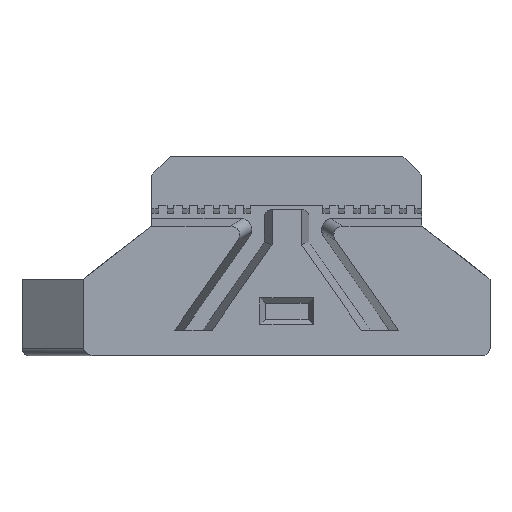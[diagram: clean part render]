
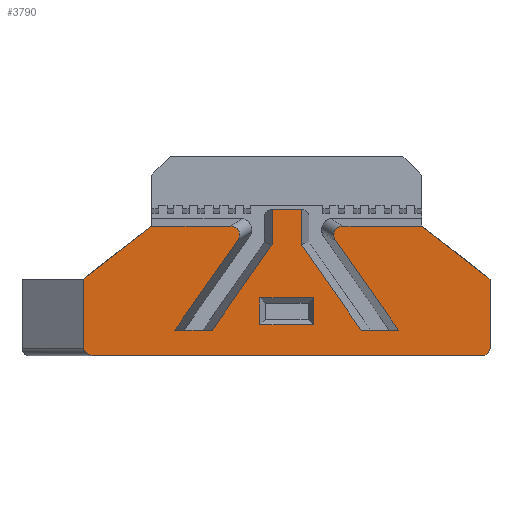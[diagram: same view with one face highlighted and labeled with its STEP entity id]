
A CAD part, front view. The second image highlights one B-rep face of the part: STEP entity #3790.
In plain terms, the highlighted planar face has unit normal (0, -1, 0).
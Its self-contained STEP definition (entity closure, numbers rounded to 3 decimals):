
#22=FACE_BOUND('',#387,.T.);
#36=CIRCLE('',#4032,1.);
#59=ELLIPSE('',#4030,1.335,1.2);
#60=ELLIPSE('',#4031,1.544,1.);
#61=ELLIPSE('',#4033,1.335,1.2);
#173=FACE_OUTER_BOUND('',#386,.T.);
#386=EDGE_LOOP('',(#2707,#2708,#2709,#2710,#2711,#2712,#2713,#2714,#2715,
#2716,#2717,#2718,#2719,#2720,#2721,#2722,#2723,#2724,#2725,#2726));
#387=EDGE_LOOP('',(#2727,#2728,#2729,#2730));
#664=LINE('',#5511,#1162);
#668=LINE('',#5519,#1166);
#673=LINE('',#5528,#1171);
#674=LINE('',#5530,#1172);
#684=LINE('',#5555,#1182);
#685=LINE('',#5557,#1183);
#686=LINE('',#5559,#1184);
#687=LINE('',#5563,#1185);
#688=LINE('',#5567,#1186);
#689=LINE('',#5569,#1187);
#690=LINE('',#5571,#1188);
#691=LINE('',#5575,#1189);
#692=LINE('',#5577,#1190);
#693=LINE('',#5579,#1191);
#694=LINE('',#5581,#1192);
#695=LINE('',#5583,#1193);
#696=LINE('',#5585,#1194);
#697=LINE('',#5587,#1195);
#698=LINE('',#5589,#1196);
#699=LINE('',#5590,#1197);
#1162=VECTOR('',#4463,10.);
#1166=VECTOR('',#4469,10.);
#1171=VECTOR('',#4476,10.);
#1172=VECTOR('',#4479,10.);
#1182=VECTOR('',#4499,10.);
#1183=VECTOR('',#4500,10.);
#1184=VECTOR('',#4501,10.);
#1185=VECTOR('',#4504,10.);
#1186=VECTOR('',#4507,10.);
#1187=VECTOR('',#4508,10.);
#1188=VECTOR('',#4509,10.);
#1189=VECTOR('',#4512,10.);
#1190=VECTOR('',#4513,10.);
#1191=VECTOR('',#4514,10.);
#1192=VECTOR('',#4515,10.);
#1193=VECTOR('',#4516,10.);
#1194=VECTOR('',#4517,10.);
#1195=VECTOR('',#4518,10.);
#1196=VECTOR('',#4519,10.);
#1197=VECTOR('',#4520,10.);
#1629=VERTEX_POINT('',#5509);
#1630=VERTEX_POINT('',#5510);
#1633=VERTEX_POINT('',#5518);
#1636=VERTEX_POINT('',#5526);
#1644=VERTEX_POINT('',#5551);
#1645=VERTEX_POINT('',#5552);
#1646=VERTEX_POINT('',#5554);
#1647=VERTEX_POINT('',#5556);
#1648=VERTEX_POINT('',#5558);
#1649=VERTEX_POINT('',#5560);
#1650=VERTEX_POINT('',#5562);
#1651=VERTEX_POINT('',#5564);
#1652=VERTEX_POINT('',#5566);
#1653=VERTEX_POINT('',#5568);
#1654=VERTEX_POINT('',#5570);
#1655=VERTEX_POINT('',#5572);
#1656=VERTEX_POINT('',#5574);
#1657=VERTEX_POINT('',#5576);
#1658=VERTEX_POINT('',#5578);
#1659=VERTEX_POINT('',#5580);
#1660=VERTEX_POINT('',#5582);
#1661=VERTEX_POINT('',#5584);
#1662=VERTEX_POINT('',#5586);
#1663=VERTEX_POINT('',#5588);
#2024=EDGE_CURVE('',#1629,#1630,#664,.T.);
#2028=EDGE_CURVE('',#1630,#1633,#668,.T.);
#2033=EDGE_CURVE('',#1636,#1629,#673,.T.);
#2034=EDGE_CURVE('',#1633,#1636,#674,.T.);
#2045=EDGE_CURVE('',#1644,#1645,#59,.T.);
#2046=EDGE_CURVE('',#1646,#1644,#684,.T.);
#2047=EDGE_CURVE('',#1646,#1647,#685,.T.);
#2048=EDGE_CURVE('',#1648,#1647,#686,.T.);
#2049=EDGE_CURVE('',#1649,#1648,#60,.T.);
#2050=EDGE_CURVE('',#1650,#1649,#687,.T.);
#2051=EDGE_CURVE('',#1651,#1650,#36,.T.);
#2052=EDGE_CURVE('',#1651,#1652,#688,.T.);
#2053=EDGE_CURVE('',#1653,#1652,#689,.T.);
#2054=EDGE_CURVE('',#1654,#1653,#690,.T.);
#2055=EDGE_CURVE('',#1655,#1654,#61,.T.);
#2056=EDGE_CURVE('',#1656,#1655,#691,.T.);
#2057=EDGE_CURVE('',#1656,#1657,#692,.T.);
#2058=EDGE_CURVE('',#1658,#1657,#693,.T.);
#2059=EDGE_CURVE('',#1659,#1658,#694,.T.);
#2060=EDGE_CURVE('',#1659,#1660,#695,.T.);
#2061=EDGE_CURVE('',#1661,#1660,#696,.T.);
#2062=EDGE_CURVE('',#1662,#1661,#697,.T.);
#2063=EDGE_CURVE('',#1662,#1663,#698,.T.);
#2064=EDGE_CURVE('',#1645,#1663,#699,.T.);
#2707=ORIENTED_EDGE('',*,*,#2045,.F.);
#2708=ORIENTED_EDGE('',*,*,#2046,.F.);
#2709=ORIENTED_EDGE('',*,*,#2047,.T.);
#2710=ORIENTED_EDGE('',*,*,#2048,.F.);
#2711=ORIENTED_EDGE('',*,*,#2049,.F.);
#2712=ORIENTED_EDGE('',*,*,#2050,.F.);
#2713=ORIENTED_EDGE('',*,*,#2051,.F.);
#2714=ORIENTED_EDGE('',*,*,#2052,.T.);
#2715=ORIENTED_EDGE('',*,*,#2053,.F.);
#2716=ORIENTED_EDGE('',*,*,#2054,.F.);
#2717=ORIENTED_EDGE('',*,*,#2055,.F.);
#2718=ORIENTED_EDGE('',*,*,#2056,.F.);
#2719=ORIENTED_EDGE('',*,*,#2057,.T.);
#2720=ORIENTED_EDGE('',*,*,#2058,.F.);
#2721=ORIENTED_EDGE('',*,*,#2059,.F.);
#2722=ORIENTED_EDGE('',*,*,#2060,.T.);
#2723=ORIENTED_EDGE('',*,*,#2061,.F.);
#2724=ORIENTED_EDGE('',*,*,#2062,.F.);
#2725=ORIENTED_EDGE('',*,*,#2063,.T.);
#2726=ORIENTED_EDGE('',*,*,#2064,.F.);
#2727=ORIENTED_EDGE('',*,*,#2024,.F.);
#2728=ORIENTED_EDGE('',*,*,#2033,.F.);
#2729=ORIENTED_EDGE('',*,*,#2034,.F.);
#2730=ORIENTED_EDGE('',*,*,#2028,.F.);
#3607=PLANE('',#4029);
#3790=ADVANCED_FACE('',(#173,#22),#3607,.T.);
#4029=AXIS2_PLACEMENT_3D('',#5550,#4495,#4496);
#4030=AXIS2_PLACEMENT_3D('',#5553,#4497,#4498);
#4031=AXIS2_PLACEMENT_3D('',#5561,#4502,#4503);
#4032=AXIS2_PLACEMENT_3D('',#5565,#4505,#4506);
#4033=AXIS2_PLACEMENT_3D('',#5573,#4510,#4511);
#4463=DIRECTION('',(-1.,0.,0.));
#4469=DIRECTION('',(0.,0.,-1.));
#4476=DIRECTION('',(0.,0.,1.));
#4479=DIRECTION('',(1.,0.,0.));
#4495=DIRECTION('center_axis',(0.,-1.,0.));
#4496=DIRECTION('ref_axis',(1.,0.,0.));
#4497=DIRECTION('center_axis',(0.,1.,0.));
#4498=DIRECTION('ref_axis',(0.859,0.,0.512));
#4499=DIRECTION('',(1.,0.,0.));
#4500=DIRECTION('',(-0.79,0.,-0.613));
#4501=DIRECTION('',(0.,0.,1.));
#4502=DIRECTION('center_axis',(0.,1.,0.));
#4503=DIRECTION('ref_axis',(-1.,0.,0.));
#4504=DIRECTION('',(-1.,0.,0.));
#4505=DIRECTION('center_axis',(0.,1.,0.));
#4506=DIRECTION('ref_axis',(0.707,0.,-0.707));
#4507=DIRECTION('',(0.,0.,1.));
#4508=DIRECTION('',(0.79,0.,-0.613));
#4509=DIRECTION('',(1.,0.,0.));
#4510=DIRECTION('center_axis',(0.,1.,0.));
#4511=DIRECTION('ref_axis',(-0.859,0.,0.512));
#4512=DIRECTION('',(-0.574,0.,0.819));
#4513=DIRECTION('',(-1.,0.,0.));
#4514=DIRECTION('',(0.574,0.,-0.819));
#4515=DIRECTION('',(0.,0.,-1.));
#4516=DIRECTION('',(-1.,0.,0.));
#4517=DIRECTION('',(0.,0.,1.));
#4518=DIRECTION('',(0.574,0.,0.819));
#4519=DIRECTION('',(-1.,0.,0.));
#4520=DIRECTION('',(-0.574,0.,-0.819));
#5509=CARTESIAN_POINT('',(24.,-5.5,7.55));
#5510=CARTESIAN_POINT('',(17.,-5.5,7.55));
#5511=CARTESIAN_POINT('',(10.3,-5.5,7.55));
#5518=CARTESIAN_POINT('',(17.,-5.5,4.05));
#5519=CARTESIAN_POINT('',(17.,-5.5,2.375));
#5526=CARTESIAN_POINT('',(24.,-5.5,4.05));
#5528=CARTESIAN_POINT('',(24.,-5.5,3.425));
#5530=CARTESIAN_POINT('',(13.1,-5.5,4.05));
#5550=CARTESIAN_POINT('Origin',(2.9,-5.5,0.));
#5551=CARTESIAN_POINT('',(13.169,-5.5,16.9));
#5552=CARTESIAN_POINT('',(14.11,-5.5,15.047));
#5553=CARTESIAN_POINT('Origin',(13.047,-5.5,15.663));
#5554=CARTESIAN_POINT('',(2.9,-5.5,16.9));
#5555=CARTESIAN_POINT('',(8.673,-5.5,16.9));
#5556=CARTESIAN_POINT('',(-6.,-5.5,10.));
#5557=CARTESIAN_POINT('',(2.9,-5.5,16.9));
#5558=CARTESIAN_POINT('',(-6.,-5.5,1.));
#5559=CARTESIAN_POINT('',(-6.,-5.5,0.));
#5560=CARTESIAN_POINT('',(-4.456,-5.5,0.));
#5561=CARTESIAN_POINT('Origin',(-4.456,-5.5,1.));
#5562=CARTESIAN_POINT('',(46.,-5.5,0.));
#5563=CARTESIAN_POINT('',(47.,-5.5,0.));
#5564=CARTESIAN_POINT('',(47.,-5.5,1.));
#5565=CARTESIAN_POINT('Origin',(46.,-5.5,1.));
#5566=CARTESIAN_POINT('',(47.,-5.5,10.));
#5567=CARTESIAN_POINT('',(47.,-5.5,0.));
#5568=CARTESIAN_POINT('',(38.1,-5.5,16.9));
#5569=CARTESIAN_POINT('',(38.1,-5.5,16.9));
#5570=CARTESIAN_POINT('',(27.831,-5.5,16.9));
#5571=CARTESIAN_POINT('',(20.5,-5.5,16.9));
#5572=CARTESIAN_POINT('',(26.89,-5.5,15.047));
#5573=CARTESIAN_POINT('Origin',(27.953,-5.5,15.663));
#5574=CARTESIAN_POINT('',(35.086,-5.5,3.343));
#5575=CARTESIAN_POINT('',(26.106,-5.5,16.168));
#5576=CARTESIAN_POINT('',(30.203,-5.5,3.343));
#5577=CARTESIAN_POINT('',(18.383,-5.5,3.343));
#5578=CARTESIAN_POINT('',(22.403,-5.5,14.481));
#5579=CARTESIAN_POINT('',(26.698,-5.5,8.348));
#5580=CARTESIAN_POINT('',(22.403,-5.5,19.05));
#5581=CARTESIAN_POINT('',(22.403,-5.5,7.398));
#5582=CARTESIAN_POINT('',(18.597,-5.5,19.05));
#5583=CARTESIAN_POINT('',(13.152,-5.5,19.05));
#5584=CARTESIAN_POINT('',(18.597,-5.5,14.481));
#5585=CARTESIAN_POINT('',(18.597,-5.5,9.525));
#5586=CARTESIAN_POINT('',(10.797,-5.5,3.343));
#5587=CARTESIAN_POINT('',(12.522,-5.5,5.806));
#5588=CARTESIAN_POINT('',(5.914,-5.5,3.343));
#5589=CARTESIAN_POINT('',(6.238,-5.5,3.343));
#5590=CARTESIAN_POINT('',(4.834,-5.5,1.8));
